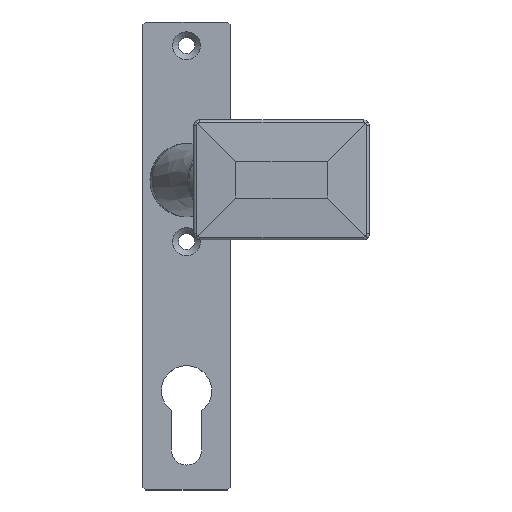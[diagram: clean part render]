
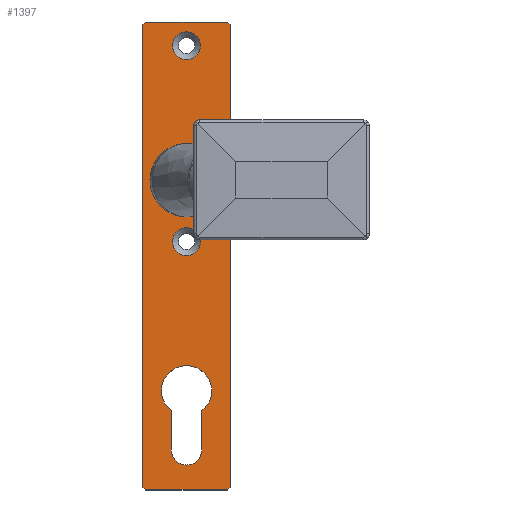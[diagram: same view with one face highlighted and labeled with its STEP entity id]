
A CAD part, top view. The second image highlights one B-rep face of the part: STEP entity #1397.
In plain terms, the highlighted planar face has unit normal (0, 0, 1).
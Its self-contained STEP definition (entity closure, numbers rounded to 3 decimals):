
#3 = VECTOR ( 'NONE', #12734, 1000. ) ;
#23 = VERTEX_POINT ( 'NONE', #14444 ) ;
#232 = VERTEX_POINT ( 'NONE', #2304 ) ;
#243 = CARTESIAN_POINT ( 'NONE',  ( -14., 80., 5. ) ) ;
#266 = DIRECTION ( 'NONE',  ( -0.707, -0.707, 0. ) ) ;
#317 = EDGE_CURVE ( 'NONE', #6926, #10965, #7233, .T. ) ;
#386 = FACE_OUTER_BOUND ( 'NONE', #8374, .T. ) ;
#422 = AXIS2_PLACEMENT_3D ( 'NONE', #11612, #4564, #12814 ) ;
#499 = CIRCLE ( 'NONE', #9112, 10. ) ;
#825 = EDGE_CURVE ( 'NONE', #2208, #8884, #5606, .T. ) ;
#899 = EDGE_CURVE ( 'NONE', #14332, #12031, #984, .T. ) ;
#959 = ORIENTED_EDGE ( 'NONE', *, *, #12978, .T. ) ;
#984 = LINE ( 'NONE', #9772, #14810 ) ;
#1202 = EDGE_CURVE ( 'NONE', #12667, #23, #10410, .T. ) ;
#1245 = CARTESIAN_POINT ( 'NONE',  ( 10., 25.9, 5. ) ) ;
#1390 = CARTESIAN_POINT ( 'NONE',  ( -47., 47., 5. ) ) ;
#1397 = ADVANCED_FACE ( 'NONE', ( #2298, #1523, #386, #10588, #4294 ), #12107, .T. ) ;
#1452 = CARTESIAN_POINT ( 'NONE',  ( 15., 79., 5. ) ) ;
#1523 = FACE_BOUND ( 'NONE', #6585, .T. ) ;
#1702 = VECTOR ( 'NONE', #8967, 1000. ) ;
#1705 = ORIENTED_EDGE ( 'NONE', *, *, #11376, .F. ) ;
#1830 = CIRCLE ( 'NONE', #13515, 4.75 ) ;
#1894 = CIRCLE ( 'NONE', #10845, 8.6 ) ;
#1929 = ORIENTED_EDGE ( 'NONE', *, *, #825, .T. ) ;
#1941 = EDGE_CURVE ( 'NONE', #14591, #14591, #2793, .T. ) ;
#2131 = VERTEX_POINT ( 'NONE', #243 ) ;
#2163 = CARTESIAN_POINT ( 'NONE',  ( 0., -66.25, 5. ) ) ;
#2208 = VERTEX_POINT ( 'NONE', #1452 ) ;
#2298 = FACE_BOUND ( 'NONE', #12086, .T. ) ;
#2304 = CARTESIAN_POINT ( 'NONE',  ( 5.25, -52.912, 5. ) ) ;
#2430 = CARTESIAN_POINT ( 'NONE',  ( -14., -80., 5. ) ) ;
#2517 = CARTESIAN_POINT ( 'NONE',  ( 47., 47., 5. ) ) ;
#2623 = CARTESIAN_POINT ( 'NONE',  ( 14., 80., 5. ) ) ;
#2742 = DIRECTION ( 'NONE',  ( 0.707, 0.707, 0. ) ) ;
#2793 = CIRCLE ( 'NONE', #422, 4.75 ) ;
#2834 = DIRECTION ( 'NONE',  ( 0., 1., 0. ) ) ;
#3051 = EDGE_CURVE ( 'NONE', #23, #15179, #8506, .T. ) ;
#3079 = DIRECTION ( 'NONE',  ( 0., 0., 1. ) ) ;
#3102 = CARTESIAN_POINT ( 'NONE',  ( -15., 80., 5. ) ) ;
#3148 = LINE ( 'NONE', #10532, #3 ) ;
#3328 = EDGE_CURVE ( 'NONE', #6818, #6926, #3148, .T. ) ;
#3445 = DIRECTION ( 'NONE',  ( 0., 1., 0. ) ) ;
#3597 = CARTESIAN_POINT ( 'NONE',  ( 5.25, -52.912, 5. ) ) ;
#3613 = DIRECTION ( 'NONE',  ( 0., 0., 1. ) ) ;
#3705 = LINE ( 'NONE', #3102, #9618 ) ;
#3949 = EDGE_CURVE ( 'NONE', #8884, #2131, #3705, .T. ) ;
#4236 = AXIS2_PLACEMENT_3D ( 'NONE', #2163, #10404, #4514 ) ;
#4294 = FACE_BOUND ( 'NONE', #8424, .T. ) ;
#4470 = CARTESIAN_POINT ( 'NONE',  ( 5.25, -66.25, 5. ) ) ;
#4514 = DIRECTION ( 'NONE',  ( 1., 0., 0. ) ) ;
#4564 = DIRECTION ( 'NONE',  ( 0., 0., -1. ) ) ;
#4895 = AXIS2_PLACEMENT_3D ( 'NONE', #13425, #5049, #8768 ) ;
#5049 = DIRECTION ( 'NONE',  ( 0., 0., 1. ) ) ;
#5130 = DIRECTION ( 'NONE',  ( 1., 0., 0. ) ) ;
#5192 = VECTOR ( 'NONE', #14737, 1000. ) ;
#5435 = EDGE_CURVE ( 'NONE', #2131, #6818, #12527, .T. ) ;
#5584 = EDGE_CURVE ( 'NONE', #8145, #8145, #1830, .T. ) ;
#5606 = LINE ( 'NONE', #2517, #14793 ) ;
#5827 = VECTOR ( 'NONE', #2834, 1000. ) ;
#5939 = DIRECTION ( 'NONE',  ( -0.707, 0.707, 0. ) ) ;
#6032 = CARTESIAN_POINT ( 'NONE',  ( 14., -80., 5. ) ) ;
#6083 = EDGE_CURVE ( 'NONE', #10393, #10393, #499, .T. ) ;
#6160 = LINE ( 'NONE', #6593, #1702 ) ;
#6525 = VECTOR ( 'NONE', #3445, 1000. ) ;
#6585 = EDGE_LOOP ( 'NONE', ( #8584 ) ) ;
#6593 = CARTESIAN_POINT ( 'NONE',  ( -15., -80., 5. ) ) ;
#6818 = VERTEX_POINT ( 'NONE', #8944 ) ;
#6926 = VERTEX_POINT ( 'NONE', #8508 ) ;
#7233 = LINE ( 'NONE', #10172, #5192 ) ;
#7251 = VECTOR ( 'NONE', #8471, 1000. ) ;
#7449 = CARTESIAN_POINT ( 'NONE',  ( 0., 4.9, 5. ) ) ;
#8080 = CARTESIAN_POINT ( 'NONE',  ( 4.75, 4.9, 5. ) ) ;
#8145 = VERTEX_POINT ( 'NONE', #8080 ) ;
#8177 = CARTESIAN_POINT ( 'NONE',  ( 4.75, 71.9, 5. ) ) ;
#8374 = EDGE_LOOP ( 'NONE', ( #12726, #8767, #11097, #9367, #959, #1929, #13050, #13052 ) ) ;
#8424 = EDGE_LOOP ( 'NONE', ( #1705, #12860, #14304, #12004 ) ) ;
#8471 = DIRECTION ( 'NONE',  ( 0., -1., 0. ) ) ;
#8506 = CIRCLE ( 'NONE', #4236, 5.25 ) ;
#8508 = CARTESIAN_POINT ( 'NONE',  ( -15., -79., 5. ) ) ;
#8512 = CARTESIAN_POINT ( 'NONE',  ( -5.25, -66.25, 5. ) ) ;
#8584 = ORIENTED_EDGE ( 'NONE', *, *, #1941, .T. ) ;
#8767 = ORIENTED_EDGE ( 'NONE', *, *, #317, .T. ) ;
#8768 = DIRECTION ( 'NONE',  ( 1., 0., 0. ) ) ;
#8884 = VERTEX_POINT ( 'NONE', #2623 ) ;
#8944 = CARTESIAN_POINT ( 'NONE',  ( -15., 79., 5. ) ) ;
#8967 = DIRECTION ( 'NONE',  ( 1., 0., 0. ) ) ;
#9112 = AXIS2_PLACEMENT_3D ( 'NONE', #10159, #3079, #11310 ) ;
#9367 = ORIENTED_EDGE ( 'NONE', *, *, #899, .T. ) ;
#9403 = DIRECTION ( 'NONE',  ( -1., 0., 0. ) ) ;
#9618 = VECTOR ( 'NONE', #9403, 1000. ) ;
#9772 = CARTESIAN_POINT ( 'NONE',  ( 47., -47., 5. ) ) ;
#9931 = DIRECTION ( 'NONE',  ( 1., 0., 0. ) ) ;
#10000 = CARTESIAN_POINT ( 'NONE',  ( 15., -79., 5. ) ) ;
#10040 = LINE ( 'NONE', #3597, #6525 ) ;
#10159 = CARTESIAN_POINT ( 'NONE',  ( 0., 25.9, 5. ) ) ;
#10172 = CARTESIAN_POINT ( 'NONE',  ( -47., -47., 5. ) ) ;
#10393 = VERTEX_POINT ( 'NONE', #1245 ) ;
#10404 = DIRECTION ( 'NONE',  ( 0., 0., 1. ) ) ;
#10410 = LINE ( 'NONE', #8512, #7251 ) ;
#10532 = CARTESIAN_POINT ( 'NONE',  ( -15., 80., 5. ) ) ;
#10588 = FACE_BOUND ( 'NONE', #15099, .T. ) ;
#10689 = CARTESIAN_POINT ( 'NONE',  ( 0., -46.1, 5. ) ) ;
#10708 = VECTOR ( 'NONE', #266, 1000. ) ;
#10845 = AXIS2_PLACEMENT_3D ( 'NONE', #10689, #3613, #5130 ) ;
#10896 = CARTESIAN_POINT ( 'NONE',  ( 15., 80., 5. ) ) ;
#10948 = LINE ( 'NONE', #10896, #5827 ) ;
#10965 = VERTEX_POINT ( 'NONE', #2430 ) ;
#11097 = ORIENTED_EDGE ( 'NONE', *, *, #14080, .T. ) ;
#11310 = DIRECTION ( 'NONE',  ( 1., 0., 0. ) ) ;
#11376 = EDGE_CURVE ( 'NONE', #15179, #232, #10040, .T. ) ;
#11527 = ORIENTED_EDGE ( 'NONE', *, *, #6083, .F. ) ;
#11612 = CARTESIAN_POINT ( 'NONE',  ( 0., 71.9, 5. ) ) ;
#12004 = ORIENTED_EDGE ( 'NONE', *, *, #14976, .F. ) ;
#12031 = VERTEX_POINT ( 'NONE', #10000 ) ;
#12086 = EDGE_LOOP ( 'NONE', ( #13402 ) ) ;
#12107 = PLANE ( 'NONE',  #4895 ) ;
#12270 = DIRECTION ( 'NONE',  ( 0., 0., -1. ) ) ;
#12527 = LINE ( 'NONE', #1390, #10708 ) ;
#12667 = VERTEX_POINT ( 'NONE', #14100 ) ;
#12726 = ORIENTED_EDGE ( 'NONE', *, *, #3328, .T. ) ;
#12734 = DIRECTION ( 'NONE',  ( 0., -1., 0. ) ) ;
#12814 = DIRECTION ( 'NONE',  ( 1., 0., 0. ) ) ;
#12860 = ORIENTED_EDGE ( 'NONE', *, *, #3051, .F. ) ;
#12978 = EDGE_CURVE ( 'NONE', #12031, #2208, #10948, .T. ) ;
#13050 = ORIENTED_EDGE ( 'NONE', *, *, #3949, .T. ) ;
#13052 = ORIENTED_EDGE ( 'NONE', *, *, #5435, .T. ) ;
#13402 = ORIENTED_EDGE ( 'NONE', *, *, #5584, .T. ) ;
#13425 = CARTESIAN_POINT ( 'NONE',  ( 0., 0., 5. ) ) ;
#13515 = AXIS2_PLACEMENT_3D ( 'NONE', #7449, #12270, #9931 ) ;
#14080 = EDGE_CURVE ( 'NONE', #10965, #14332, #6160, .T. ) ;
#14100 = CARTESIAN_POINT ( 'NONE',  ( -5.25, -52.912, 5. ) ) ;
#14304 = ORIENTED_EDGE ( 'NONE', *, *, #1202, .F. ) ;
#14332 = VERTEX_POINT ( 'NONE', #6032 ) ;
#14444 = CARTESIAN_POINT ( 'NONE',  ( -5.25, -66.25, 5. ) ) ;
#14591 = VERTEX_POINT ( 'NONE', #8177 ) ;
#14737 = DIRECTION ( 'NONE',  ( 0.707, -0.707, 0. ) ) ;
#14793 = VECTOR ( 'NONE', #5939, 1000. ) ;
#14810 = VECTOR ( 'NONE', #2742, 1000. ) ;
#14976 = EDGE_CURVE ( 'NONE', #232, #12667, #1894, .T. ) ;
#15099 = EDGE_LOOP ( 'NONE', ( #11527 ) ) ;
#15179 = VERTEX_POINT ( 'NONE', #4470 ) ;
